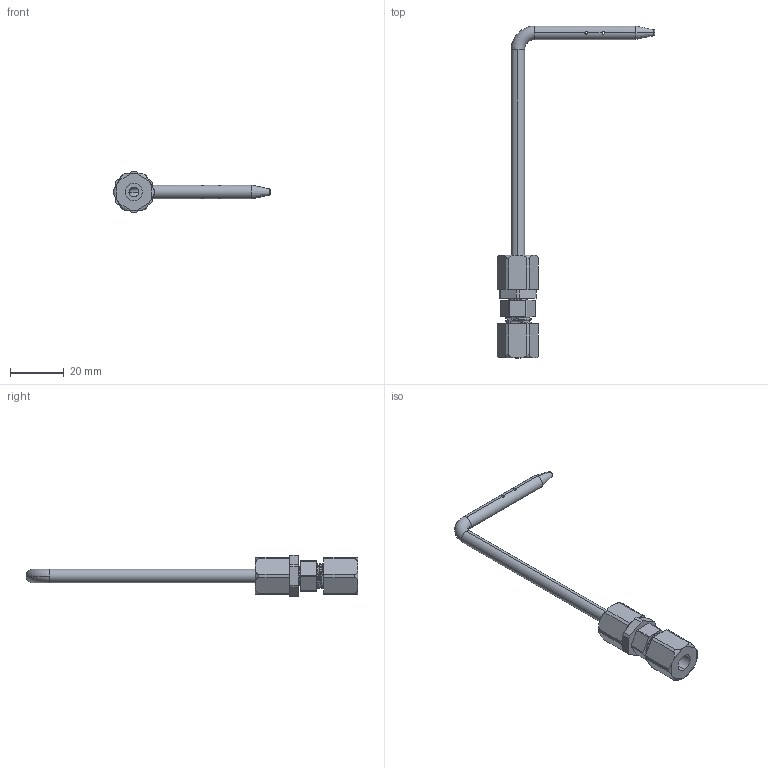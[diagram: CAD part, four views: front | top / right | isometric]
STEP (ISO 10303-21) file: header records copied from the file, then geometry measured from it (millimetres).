
FILE_DESCRIPTION (( 'STEP AP214' ), '1' );
FILE_NAME ('DGA-T.STEP', '2018-09-20T13:22:03', ( '' ), ( '' ), 'SwSTEP 2.0', 'SolidWorks 2017', '' );
FILE_SCHEMA (( 'AUTOMOTIVE_DESIGN' ));
Length unit declared in the file: inch
Products named in the file (1): DGA-T
Bounding box: 58.46 x 123.09 x 15.31 mm (x, y, z)
Volume: 5918.6 mm3; surface area: 7257.2 mm2
Topology: 2 solids, 2 shells, 118 faces, 320 edges, 206 vertices
Faces by surface type: plane 61, cylinder 36, cone 10, torus 6, bspline 5
Entity records: 5808 total; most frequent: CARTESIAN_POINT 2911, ORIENTED_EDGE 640, DIRECTION 528, EDGE_CURVE 320, VERTEX_POINT 206, LINE 200, VECTOR 200, AXIS2_PLACEMENT_3D 164
